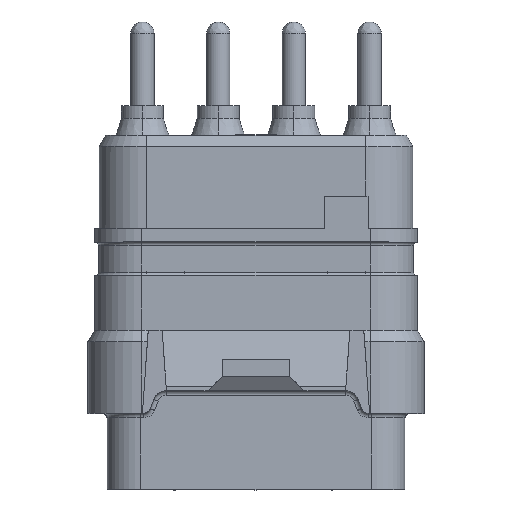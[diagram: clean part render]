
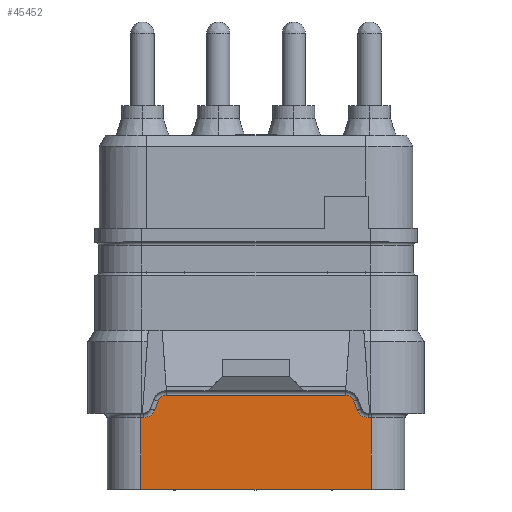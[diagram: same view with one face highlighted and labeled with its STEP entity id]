
A CAD part, top view. The second image highlights one B-rep face of the part: STEP entity #45452.
In plain terms, the highlighted planar face has unit normal (0, 0, 1).
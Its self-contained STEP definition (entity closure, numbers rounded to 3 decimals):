
#7821=CARTESIAN_POINT('',(-5.,-0.7,5.775));
#7822=DIRECTION('',(0.,0.,-1.));
#7823=DIRECTION('',(0.935,-0.354,0.));
#7824=AXIS2_PLACEMENT_3D('',#7821,#7822,#7823);
#7835=DIRECTION('',(-0.354,-0.935,0.));
#7836=VECTOR('',#7835,0.447);
#7837=CARTESIAN_POINT('',(-4.374,-0.459,5.775));
#7838=LINE('',#7837,#7836);
#7857=CARTESIAN_POINT('',(-4.,-0.6,5.775));
#7858=DIRECTION('',(0.,0.,1.));
#7859=DIRECTION('',(0.,1.,0.));
#7860=AXIS2_PLACEMENT_3D('',#7857,#7858,#7859);
#7867=DIRECTION('',(-1.,0.,0.));
#7868=VECTOR('',#7867,8.);
#7869=CARTESIAN_POINT('',(4.,-0.2,5.775));
#7870=LINE('',#7869,#7868);
#7881=CARTESIAN_POINT('',(4.,-0.6,5.775));
#7882=DIRECTION('',(0.,0.,1.));
#7883=DIRECTION('',(0.935,0.354,0.));
#7884=AXIS2_PLACEMENT_3D('',#7881,#7882,#7883);
#7895=DIRECTION('',(-0.354,0.935,0.));
#7896=VECTOR('',#7895,0.447);
#7897=CARTESIAN_POINT('',(4.532,-0.877,5.775));
#7898=LINE('',#7897,#7896);
#7917=CARTESIAN_POINT('',(5.,-0.7,5.775));
#7918=DIRECTION('',(0.,0.,-1.));
#7919=DIRECTION('',(0.,-1.,0.));
#7920=AXIS2_PLACEMENT_3D('',#7917,#7918,#7919);
#7931=DIRECTION('',(-1.,0.,0.));
#7932=VECTOR('',#7931,0.15);
#7933=CARTESIAN_POINT('',(5.15,-1.2,5.775));
#7934=LINE('',#7933,#7932);
#8048=DIRECTION('',(-1.,0.,0.));
#8049=VECTOR('',#8048,10.3);
#8050=CARTESIAN_POINT('',(5.15,-4.4,5.775));
#8051=LINE('',#8050,#8049);
#9617=DIRECTION('',(0.,-1.,0.));
#9618=VECTOR('',#9617,3.2);
#9619=CARTESIAN_POINT('',(-5.15,-1.2,5.775));
#9620=LINE('',#9619,#9618);
#9645=DIRECTION('',(-1.,0.,0.));
#9646=VECTOR('',#9645,0.15);
#9647=CARTESIAN_POINT('',(-5.,-1.2,5.775));
#9648=LINE('',#9647,#9646);
#9649=DIRECTION('',(0.,-1.,0.));
#9650=VECTOR('',#9649,3.2);
#9651=CARTESIAN_POINT('',(5.15,-1.2,5.775));
#9652=LINE('',#9651,#9650);
#25921=CARTESIAN_POINT('',(-5.15,-4.4,5.775));
#25923=VERTEX_POINT('',#25921);
#25935=CARTESIAN_POINT('',(5.15,-4.4,5.775));
#25936=VERTEX_POINT('',#25935);
#26009=CARTESIAN_POINT('',(-5.15,-1.2,5.775));
#26010=VERTEX_POINT('',#26009);
#26013=CARTESIAN_POINT('',(-5.,-1.2,5.775));
#26014=VERTEX_POINT('',#26013);
#26017=CARTESIAN_POINT('',(-4.532,-0.877,5.775));
#26018=VERTEX_POINT('',#26017);
#26021=CARTESIAN_POINT('',(-4.374,-0.459,5.775));
#26022=VERTEX_POINT('',#26021);
#26023=CARTESIAN_POINT('',(-4.,-0.2,5.775));
#26024=VERTEX_POINT('',#26023);
#26025=CARTESIAN_POINT('',(4.,-0.2,5.775));
#26026=VERTEX_POINT('',#26025);
#26027=CARTESIAN_POINT('',(4.374,-0.459,5.775));
#26028=VERTEX_POINT('',#26027);
#26033=CARTESIAN_POINT('',(4.532,-0.877,5.775));
#26034=VERTEX_POINT('',#26033);
#26037=CARTESIAN_POINT('',(5.,-1.2,5.775));
#26038=VERTEX_POINT('',#26037);
#26041=CARTESIAN_POINT('',(5.15,-1.2,5.775));
#26042=VERTEX_POINT('',#26041);
#45432=CARTESIAN_POINT('',(5.15,-1.,5.775));
#45433=DIRECTION('',(0.,0.,1.));
#45434=DIRECTION('',(-1.,0.,0.));
#45435=AXIS2_PLACEMENT_3D('',#45432,#45433,#45434);
#45436=PLANE('',#45435);
#45437=ORIENTED_EDGE('',*,*,#45426,.F.);
#45438=ORIENTED_EDGE('',*,*,#44252,.F.);
#45439=ORIENTED_EDGE('',*,*,#44268,.F.);
#45440=ORIENTED_EDGE('',*,*,#44308,.F.);
#45441=ORIENTED_EDGE('',*,*,#44322,.F.);
#45442=ORIENTED_EDGE('',*,*,#44336,.F.);
#45443=ORIENTED_EDGE('',*,*,#44351,.F.);
#45444=ORIENTED_EDGE('',*,*,#44392,.F.);
#45445=ORIENTED_EDGE('',*,*,#44407,.F.);
#45447=ORIENTED_EDGE('',*,*,#45446,.T.);
#45448=ORIENTED_EDGE('',*,*,#44577,.T.);
#45449=ORIENTED_EDGE('',*,*,#45397,.F.);
#45450=EDGE_LOOP('',(#45437,#45438,#45439,#45440,#45441,#45442,#45443,#45444,
#45445,#45447,#45448,#45449));
#45451=FACE_OUTER_BOUND('',#45450,.F.);
#45452=ADVANCED_FACE('',(#45451),#45436,.T.);
#7825=CIRCLE('',#7824,0.5);
#7861=CIRCLE('',#7860,0.4);
#7885=CIRCLE('',#7884,0.4);
#7921=CIRCLE('',#7920,0.5);
#44252=EDGE_CURVE('',#26018,#26014,#7825,.T.);
#44268=EDGE_CURVE('',#26022,#26018,#7838,.T.);
#44308=EDGE_CURVE('',#26024,#26022,#7861,.T.);
#44322=EDGE_CURVE('',#26026,#26024,#7870,.T.);
#44336=EDGE_CURVE('',#26028,#26026,#7885,.T.);
#44351=EDGE_CURVE('',#26034,#26028,#7898,.T.);
#44392=EDGE_CURVE('',#26038,#26034,#7921,.T.);
#44407=EDGE_CURVE('',#26042,#26038,#7934,.T.);
#44577=EDGE_CURVE('',#25936,#25923,#8051,.T.);
#45397=EDGE_CURVE('',#26010,#25923,#9620,.T.);
#45426=EDGE_CURVE('',#26014,#26010,#9648,.T.);
#45446=EDGE_CURVE('',#26042,#25936,#9652,.T.);
